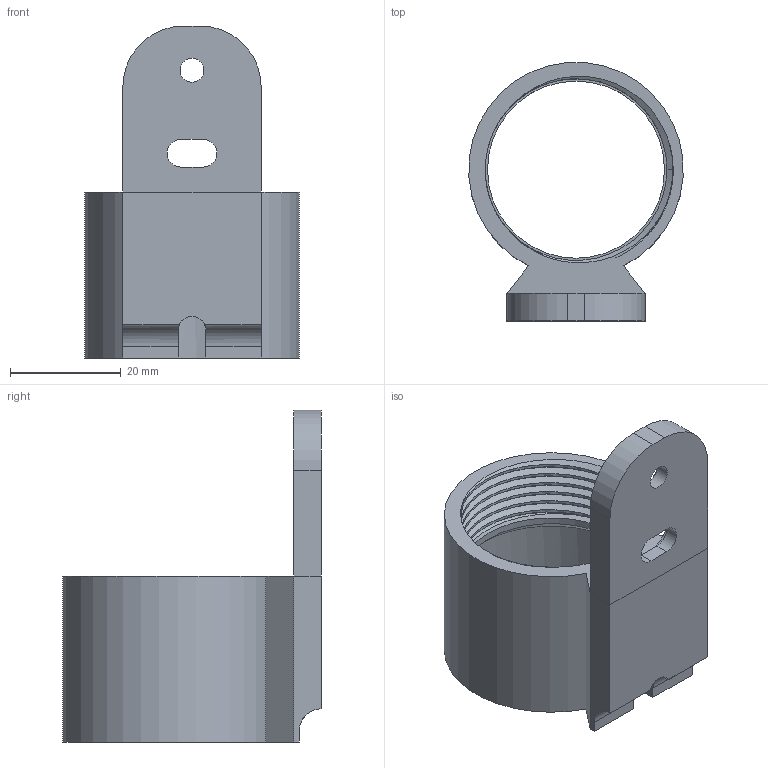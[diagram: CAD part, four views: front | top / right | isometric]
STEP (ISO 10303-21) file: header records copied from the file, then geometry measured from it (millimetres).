
FILE_DESCRIPTION(('FreeCAD Model'),'2;1');
FILE_NAME('Open CASCADE Shape Model','2024-10-30T16:18:11',('Author'),( ''),'Open CASCADE STEP processor 7.6','FreeCAD','Unknown');
FILE_SCHEMA(('AP242_MANAGED_MODEL_BASED_3D_ENGINEERING_MIM_LF. {1 0 10303 442 1 1 4 }'));
Length unit declared in the file: millimetre
Products named in the file (1): Cut009
Bounding box: 38.69 x 46.73 x 60 mm (x, y, z)
Volume: 15449 mm3; surface area: 11483.3 mm2
Topology: 1 solids, 1 shells, 70 faces, 166 edges, 99 vertices
Faces by surface type: plane 25, cylinder 22, bspline 22, cone 1
Full cylindrical faces by diameter (mm): 4.3 x1, 11 x1, 32 x1, 32.835 x5, 35.6 x1
Entity records: 4447 total; most frequent: CARTESIAN_POINT 2998, ORIENTED_EDGE 328, DIRECTION 237, EDGE_CURVE 164, VERTEX_POINT 99, AXIS2_PLACEMENT_3D 82, FACE_BOUND 79, EDGE_LOOP 79
